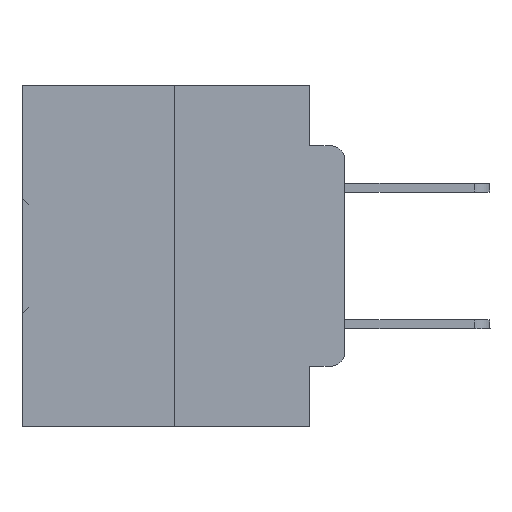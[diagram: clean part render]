
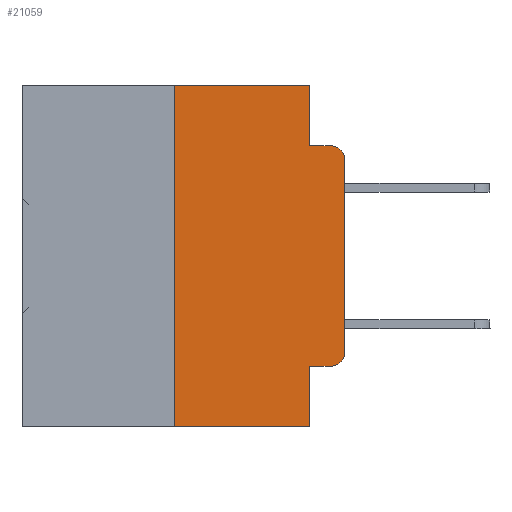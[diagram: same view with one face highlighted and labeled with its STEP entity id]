
A CAD part, left-side view. The second image highlights one B-rep face of the part: STEP entity #21059.
In plain terms, the highlighted planar face has unit normal (-1, 0, 0).
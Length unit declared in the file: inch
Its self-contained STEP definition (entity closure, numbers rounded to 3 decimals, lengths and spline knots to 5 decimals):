
#10 = CARTESIAN_POINT ( 'NONE',  ( 0., 0.473, 0. ) ) ;
#669 = ORIENTED_EDGE ( 'NONE', *, *, #33843, .T. ) ;
#2180 = DIRECTION ( 'NONE',  ( -1., 0., 0. ) ) ;
#3022 = CARTESIAN_POINT ( 'NONE',  ( 0., 0.051, 0. ) ) ;
#4734 = EDGE_CURVE ( 'NONE', #13461, #13208, #22897, .T. ) ;
#5362 = CARTESIAN_POINT ( 'NONE',  ( 0., 0., -0.3915 ) ) ;
#6246 = DIRECTION ( 'NONE',  ( 0., -1., 0. ) ) ;
#7038 = CIRCLE ( 'NONE', #25346, 0.02 ) ;
#8225 = DIRECTION ( 'NONE',  ( 0., -1., 0. ) ) ;
#9306 = DIRECTION ( 'NONE',  ( 0., 0., -1. ) ) ;
#9676 = VERTEX_POINT ( 'NONE', #10764 ) ;
#9743 = VERTEX_POINT ( 'NONE', #31397 ) ;
#10764 = CARTESIAN_POINT ( 'NONE',  ( 0., 0.02, -0.4115 ) ) ;
#10928 = EDGE_CURVE ( 'NONE', #23177, #23521, #28555, .T. ) ;
#11132 = CARTESIAN_POINT ( 'NONE',  ( 0., 0.051, -0.0885 ) ) ;
#11439 = DIRECTION ( 'NONE',  ( 0., -1., 0. ) ) ;
#11834 = DIRECTION ( 'NONE',  ( 0., 0., 1. ) ) ;
#12187 = LINE ( 'NONE', #23813, #21101 ) ;
#12214 = CARTESIAN_POINT ( 'NONE',  ( 0., 0.051, -0.5 ) ) ;
#13208 = VERTEX_POINT ( 'NONE', #12214 ) ;
#13461 = VERTEX_POINT ( 'NONE', #25168 ) ;
#14837 = VECTOR ( 'NONE', #8225, 39.37008 ) ;
#14902 = LINE ( 'NONE', #31557, #25521 ) ;
#15269 = VERTEX_POINT ( 'NONE', #36480 ) ;
#15457 = LINE ( 'NONE', #21567, #30223 ) ;
#16635 = EDGE_CURVE ( 'NONE', #9676, #22328, #7038, .T. ) ;
#16740 = ORIENTED_EDGE ( 'NONE', *, *, #37372, .T. ) ;
#16742 = ORIENTED_EDGE ( 'NONE', *, *, #20066, .F. ) ;
#16991 = CARTESIAN_POINT ( 'NONE',  ( 0., 0.473, -0.5 ) ) ;
#17895 = ORIENTED_EDGE ( 'NONE', *, *, #4734, .T. ) ;
#18524 = EDGE_CURVE ( 'NONE', #15269, #23177, #12187, .T. ) ;
#18814 = CARTESIAN_POINT ( 'NONE',  ( 0., 0.02, -0.0885 ) ) ;
#20066 = EDGE_CURVE ( 'NONE', #13461, #9743, #25148, .T. ) ;
#20222 = VECTOR ( 'NONE', #28355, 39.37008 ) ;
#21059 = ADVANCED_FACE ( 'NONE', ( #32330 ), #32154, .F. ) ;
#21101 = VECTOR ( 'NONE', #9306, 39.37008 ) ;
#21105 = AXIS2_PLACEMENT_3D ( 'NONE', #28393, #2180, #22085 ) ;
#21212 = ORIENTED_EDGE ( 'NONE', *, *, #28912, .F. ) ;
#21558 = DIRECTION ( 'NONE',  ( 0., 0., 1. ) ) ;
#21567 = CARTESIAN_POINT ( 'NONE',  ( 0., 0.473, 0. ) ) ;
#21937 = CARTESIAN_POINT ( 'NONE',  ( 0., 0.051, -0.0885 ) ) ;
#22085 = DIRECTION ( 'NONE',  ( 0., 0., -1. ) ) ;
#22328 = VERTEX_POINT ( 'NONE', #5362 ) ;
#22897 = LINE ( 'NONE', #16991, #29316 ) ;
#23142 = DIRECTION ( 'NONE',  ( 0., 0., -1. ) ) ;
#23177 = VERTEX_POINT ( 'NONE', #21937 ) ;
#23521 = VERTEX_POINT ( 'NONE', #18814 ) ;
#23535 = CIRCLE ( 'NONE', #21105, 0.02 ) ;
#23813 = CARTESIAN_POINT ( 'NONE',  ( 0., 0.051, 0. ) ) ;
#23914 = VERTEX_POINT ( 'NONE', #37720 ) ;
#24231 = EDGE_CURVE ( 'NONE', #23914, #13208, #29808, .T. ) ;
#24810 = CARTESIAN_POINT ( 'NONE',  ( 0., 0.02, -0.3915 ) ) ;
#25148 = LINE ( 'NONE', #36821, #33411 ) ;
#25168 = CARTESIAN_POINT ( 'NONE',  ( 0., 0.25, -0.5 ) ) ;
#25346 = AXIS2_PLACEMENT_3D ( 'NONE', #24810, #30960, #34183 ) ;
#25521 = VECTOR ( 'NONE', #11834, 39.37008 ) ;
#25616 = LINE ( 'NONE', #36910, #14837 ) ;
#26158 = DIRECTION ( 'NONE',  ( 0., 0., -1. ) ) ;
#26477 = ORIENTED_EDGE ( 'NONE', *, *, #18524, .F. ) ;
#27385 = AXIS2_PLACEMENT_3D ( 'NONE', #10, #29097, #23142 ) ;
#27574 = CARTESIAN_POINT ( 'NONE',  ( 0., 0., -0.1085 ) ) ;
#28355 = DIRECTION ( 'NONE',  ( 0., -1., 0. ) ) ;
#28393 = CARTESIAN_POINT ( 'NONE',  ( 0., 0.02, -0.1085 ) ) ;
#28555 = LINE ( 'NONE', #11132, #20222 ) ;
#28561 = ORIENTED_EDGE ( 'NONE', *, *, #31555, .T. ) ;
#28801 = VECTOR ( 'NONE', #26158, 39.37008 ) ;
#28912 = EDGE_CURVE ( 'NONE', #9743, #15269, #15457, .T. ) ;
#29097 = DIRECTION ( 'NONE',  ( 1., 0., 0. ) ) ;
#29316 = VECTOR ( 'NONE', #11439, 39.37008 ) ;
#29808 = LINE ( 'NONE', #3022, #28801 ) ;
#29960 = VERTEX_POINT ( 'NONE', #27574 ) ;
#30223 = VECTOR ( 'NONE', #6246, 39.37008 ) ;
#30960 = DIRECTION ( 'NONE',  ( -1., 0., 0. ) ) ;
#31397 = CARTESIAN_POINT ( 'NONE',  ( 0., 0.25, 0. ) ) ;
#31555 = EDGE_CURVE ( 'NONE', #29960, #23521, #23535, .T. ) ;
#31557 = CARTESIAN_POINT ( 'NONE',  ( 0., 0., 0. ) ) ;
#31991 = ORIENTED_EDGE ( 'NONE', *, *, #10928, .F. ) ;
#32154 = PLANE ( 'NONE',  #27385 ) ;
#32330 = FACE_OUTER_BOUND ( 'NONE', #33004, .T. ) ;
#33004 = EDGE_LOOP ( 'NONE', ( #669, #28561, #31991, #26477, #21212, #16742, #17895, #36014, #16740, #35488 ) ) ;
#33411 = VECTOR ( 'NONE', #21558, 39.37008 ) ;
#33843 = EDGE_CURVE ( 'NONE', #22328, #29960, #14902, .T. ) ;
#34183 = DIRECTION ( 'NONE',  ( 0., 0., -1. ) ) ;
#35488 = ORIENTED_EDGE ( 'NONE', *, *, #16635, .T. ) ;
#36014 = ORIENTED_EDGE ( 'NONE', *, *, #24231, .F. ) ;
#36480 = CARTESIAN_POINT ( 'NONE',  ( 0., 0.051, 0. ) ) ;
#36821 = CARTESIAN_POINT ( 'NONE',  ( 0., 0.25, 0. ) ) ;
#36910 = CARTESIAN_POINT ( 'NONE',  ( 0., 0.051, -0.4115 ) ) ;
#37372 = EDGE_CURVE ( 'NONE', #23914, #9676, #25616, .T. ) ;
#37720 = CARTESIAN_POINT ( 'NONE',  ( 0., 0.051, -0.4115 ) ) ;
